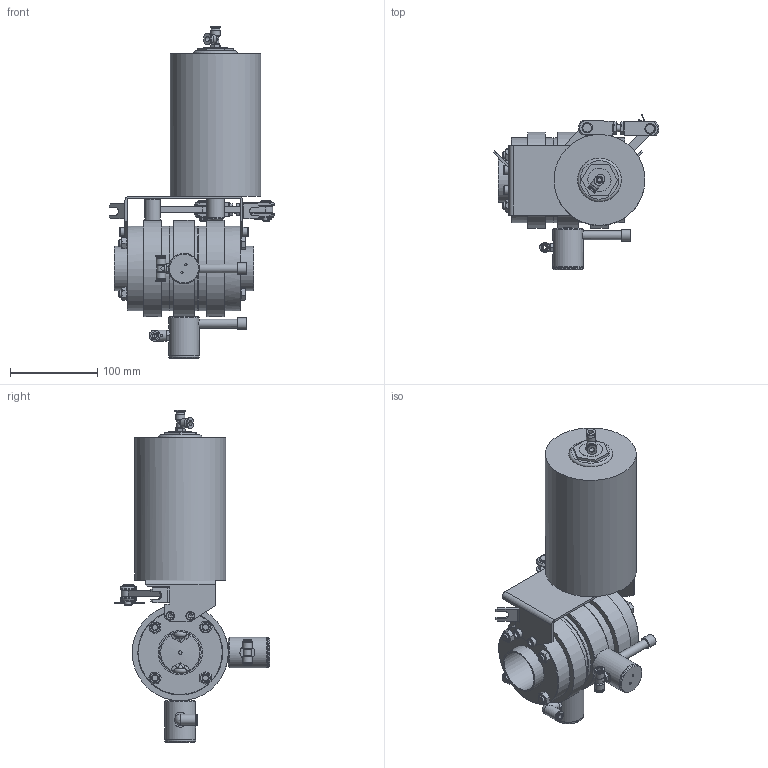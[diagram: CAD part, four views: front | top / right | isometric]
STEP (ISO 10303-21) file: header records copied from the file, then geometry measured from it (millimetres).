
FILE_DESCRIPTION((''),'2;1');
FILE_NAME('59640200XX20.stp','2010-12-08T16:15:45',('Creator'),(''),'Autodesk Inventor 2010','Autodesk Inventor 2010','');
FILE_SCHEMA(('AUTOMOTIVE_DESIGN { 1 0 10303 214 1 1 1 1 }'));
Length unit declared in the file: millimetre
Products named in the file (1): 59640200XX20
Bounding box: 189.58 x 177.74 x 379.8 mm (x, y, z)
Volume: 2455949.3 mm3; surface area: 308360.9 mm2
Topology: 25 solids, 32 shells, 1136 faces, 2692 edges, 1683 vertices
Faces by surface type: plane 539, cylinder 309, cone 163, bspline 64, torus 59, sphere 2
Full cylindrical faces by diameter (mm): 0.1 x2, 2.6 x4, 3 x2, 4 x2, 4.134 x4, 4.6 x2, 4.864 x1, 4.917 x4, 5 x2, 5.2 x1, 5.5 x6, 6 x11, 6.647 x2, 7 x4, 7.2 x4, 7.323 x4, 7.875 x3, 7.9 x2, 8 x17, 8.2 x4, 8.4 x4, 8.5 x4, 8.75 x1, 8.8 x1, 9 x4, 9.5 x2, 9.9 x2, 10 x10, 10.5 x2, 11 x2
Entity records: 40948 total; most frequent: CARTESIAN_POINT 17445, DIRECTION 4660, ORIENTED_EDGE 4386, EDGE_CURVE 2193, AXIS2_PLACEMENT_3D 1927, EDGE_LOOP 1681, VERTEX_POINT 1546, FACE_OUTER_BOUND 1129
